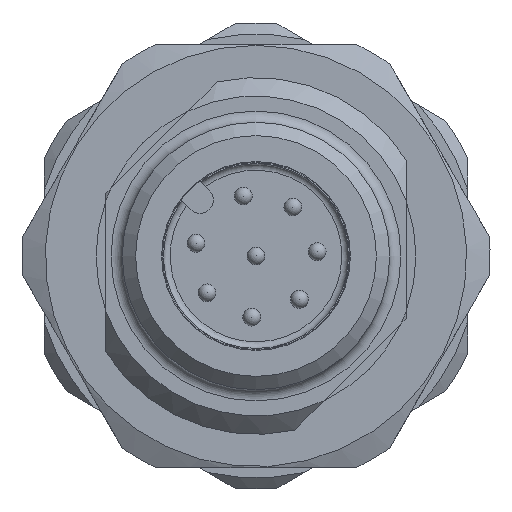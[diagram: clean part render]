
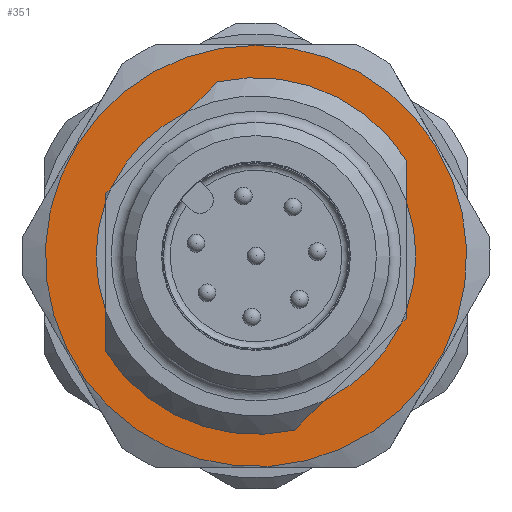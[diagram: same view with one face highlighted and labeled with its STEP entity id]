
A CAD part, front view. The second image highlights one B-rep face of the part: STEP entity #351.
In plain terms, the highlighted planar face has unit normal (0, -1, 0).
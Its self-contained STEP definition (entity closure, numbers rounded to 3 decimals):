
#67=FACE_BOUND('',#669,.T.);
#68=FACE_BOUND('',#670,.T.);
#281=PLANE('',#2600);
#351=ADVANCED_FACE('',(#67,#68),#281,.T.);
#669=EDGE_LOOP('',(#1241));
#670=EDGE_LOOP('',(#1242,#1243,#1244,#1245,#1246,#1247,#1248,#1249,#1250,
#1251,#1252,#1253,#1254,#1255));
#890=LINE('',#3754,#1016);
#892=LINE('',#3757,#1018);
#898=LINE('',#3773,#1024);
#899=LINE('',#3774,#1025);
#905=LINE('',#3790,#1031);
#907=LINE('',#3793,#1033);
#912=LINE('',#3807,#1038);
#913=LINE('',#3808,#1039);
#1016=VECTOR('',#2962,1.);
#1018=VECTOR('',#2964,1.);
#1024=VECTOR('',#2972,1.);
#1025=VECTOR('',#2973,1.);
#1031=VECTOR('',#2981,1.);
#1033=VECTOR('',#2983,1.);
#1038=VECTOR('',#2990,1.);
#1039=VECTOR('',#2991,1.);
#1241=ORIENTED_EDGE('',*,*,#2133,.F.);
#1242=ORIENTED_EDGE('',*,*,#2134,.F.);
#1243=ORIENTED_EDGE('',*,*,#2106,.T.);
#1244=ORIENTED_EDGE('',*,*,#2113,.T.);
#1245=ORIENTED_EDGE('',*,*,#2135,.F.);
#1246=ORIENTED_EDGE('',*,*,#2114,.T.);
#1247=ORIENTED_EDGE('',*,*,#2071,.F.);
#1248=ORIENTED_EDGE('',*,*,#2129,.F.);
#1249=ORIENTED_EDGE('',*,*,#2136,.F.);
#1250=ORIENTED_EDGE('',*,*,#2130,.F.);
#1251=ORIENTED_EDGE('',*,*,#2121,.F.);
#1252=ORIENTED_EDGE('',*,*,#2137,.F.);
#1253=ORIENTED_EDGE('',*,*,#2123,.F.);
#1254=ORIENTED_EDGE('',*,*,#2093,.F.);
#1255=ORIENTED_EDGE('',*,*,#2104,.T.);
#1820=VERTEX_POINT('',#3654);
#1822=VERTEX_POINT('',#3657);
#1837=VERTEX_POINT('',#3723);
#1838=VERTEX_POINT('',#3725);
#1846=VERTEX_POINT('',#3753);
#1847=VERTEX_POINT('',#3756);
#1848=VERTEX_POINT('',#3758);
#1852=VERTEX_POINT('',#3772);
#1853=VERTEX_POINT('',#3775);
#1857=VERTEX_POINT('',#3789);
#1858=VERTEX_POINT('',#3791);
#1859=VERTEX_POINT('',#3794);
#1862=VERTEX_POINT('',#3806);
#1863=VERTEX_POINT('',#3809);
#1865=VERTEX_POINT('',#3815);
#2071=EDGE_CURVE('',#1820,#1822,#2403,.T.);
#2093=EDGE_CURVE('',#1837,#1838,#2411,.T.);
#2104=EDGE_CURVE('',#1837,#1846,#890,.T.);
#2106=EDGE_CURVE('',#1848,#1847,#892,.T.);
#2113=EDGE_CURVE('',#1847,#1852,#898,.T.);
#2114=EDGE_CURVE('',#1853,#1822,#899,.T.);
#2121=EDGE_CURVE('',#1857,#1858,#905,.T.);
#2123=EDGE_CURVE('',#1838,#1859,#907,.T.);
#2129=EDGE_CURVE('',#1862,#1820,#912,.T.);
#2130=EDGE_CURVE('',#1858,#1863,#913,.T.);
#2133=EDGE_CURVE('',#1865,#1865,#2418,.T.);
#2134=EDGE_CURVE('',#1848,#1846,#2419,.T.);
#2135=EDGE_CURVE('',#1853,#1852,#2420,.T.);
#2136=EDGE_CURVE('',#1863,#1862,#2421,.T.);
#2137=EDGE_CURVE('',#1859,#1857,#2422,.T.);
#2403=CIRCLE('',#2563,8.);
#2411=CIRCLE('',#2577,8.);
#2418=CIRCLE('',#2595,9.45);
#2419=CIRCLE('',#2596,7.172);
#2420=CIRCLE('',#2597,7.172);
#2421=CIRCLE('',#2598,7.172);
#2422=CIRCLE('',#2599,7.172);
#2563=AXIS2_PLACEMENT_3D('',#3656,#2897,#2898);
#2577=AXIS2_PLACEMENT_3D('',#3724,#2931,#2932);
#2595=AXIS2_PLACEMENT_3D('',#3814,#2996,#2997);
#2596=AXIS2_PLACEMENT_3D('',#3816,#2998,#2999);
#2597=AXIS2_PLACEMENT_3D('',#3817,#3000,#3001);
#2598=AXIS2_PLACEMENT_3D('',#3818,#3002,#3003);
#2599=AXIS2_PLACEMENT_3D('',#3819,#3004,#3005);
#2600=AXIS2_PLACEMENT_3D('',#3820,#3006,#3007);
#2897=DIRECTION('',(0.,-1.,0.));
#2898=DIRECTION('',(0.,0.,1.));
#2931=DIRECTION('',(0.,-1.,0.));
#2932=DIRECTION('',(0.,0.,1.));
#2962=DIRECTION('',(0.,0.,-1.));
#2964=DIRECTION('',(0.,0.,-1.));
#2972=DIRECTION('',(-0.707,0.,-0.707));
#2973=DIRECTION('',(-0.707,0.,-0.707));
#2981=DIRECTION('',(-0.707,0.,-0.707));
#2983=DIRECTION('',(-0.707,0.,-0.707));
#2990=DIRECTION('',(0.,0.,-1.));
#2991=DIRECTION('',(0.,0.,-1.));
#2996=DIRECTION('',(0.,1.,0.));
#2997=DIRECTION('',(0.,0.,1.));
#2998=DIRECTION('',(0.,-1.,0.));
#2999=DIRECTION('',(0.,0.,-1.));
#3000=DIRECTION('',(0.,-1.,0.));
#3001=DIRECTION('',(0.,0.,-1.));
#3002=DIRECTION('',(0.,-1.,0.));
#3003=DIRECTION('',(0.,0.,-1.));
#3004=DIRECTION('',(0.,-1.,0.));
#3005=DIRECTION('',(0.,0.,-1.));
#3006=DIRECTION('',(0.,-1.,0.));
#3007=DIRECTION('',(0.,0.,1.));
#3654=CARTESIAN_POINT('',(12.5,-6.25,-4.294));
#3656=CARTESIAN_POINT('',(19.25,-6.25,0.));
#3657=CARTESIAN_POINT('',(20.987,-6.25,-7.809));
#3723=CARTESIAN_POINT('',(26.,-6.25,4.294));
#3724=CARTESIAN_POINT('',(19.25,-6.25,0.));
#3725=CARTESIAN_POINT('',(17.513,-6.25,7.809));
#3753=CARTESIAN_POINT('',(26.,-6.25,2.424));
#3754=CARTESIAN_POINT('',(26.,-6.25,5.744));
#3756=CARTESIAN_POINT('',(26.,-6.25,-2.796));
#3757=CARTESIAN_POINT('',(26.,-6.25,5.744));
#3758=CARTESIAN_POINT('',(26.,-6.25,-2.424));
#3772=CARTESIAN_POINT('',(25.737,-6.25,-3.059));
#3773=CARTESIAN_POINT('',(26.,-6.25,-2.796));
#3774=CARTESIAN_POINT('',(26.,-6.25,-2.796));
#3775=CARTESIAN_POINT('',(22.309,-6.25,-6.487));
#3789=CARTESIAN_POINT('',(12.763,-6.25,3.059));
#3790=CARTESIAN_POINT('',(18.539,-6.25,8.835));
#3791=CARTESIAN_POINT('',(12.5,-6.25,2.796));
#3793=CARTESIAN_POINT('',(18.539,-6.25,8.835));
#3794=CARTESIAN_POINT('',(16.191,-6.25,6.487));
#3806=CARTESIAN_POINT('',(12.5,-6.25,-2.424));
#3807=CARTESIAN_POINT('',(12.5,-6.25,2.796));
#3808=CARTESIAN_POINT('',(12.5,-6.25,2.796));
#3809=CARTESIAN_POINT('',(12.5,-6.25,2.424));
#3814=CARTESIAN_POINT('',(19.25,-6.25,0.));
#3815=CARTESIAN_POINT('',(19.25,-6.25,9.45));
#3816=CARTESIAN_POINT('',(19.25,-6.25,0.));
#3817=CARTESIAN_POINT('',(19.25,-6.25,0.));
#3818=CARTESIAN_POINT('',(19.25,-6.25,0.));
#3819=CARTESIAN_POINT('',(19.25,-6.25,0.));
#3820=CARTESIAN_POINT('',(19.25,-6.25,0.));
